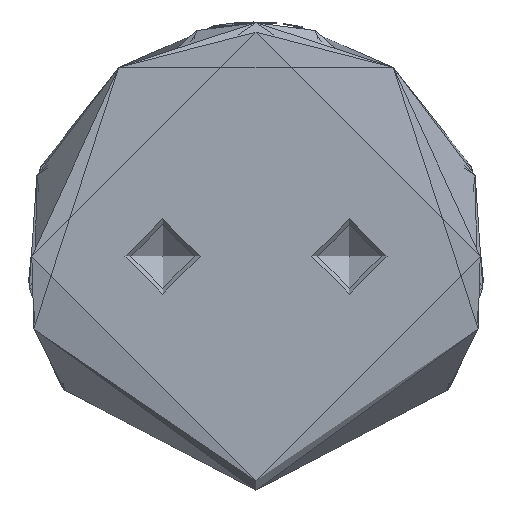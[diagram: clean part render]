
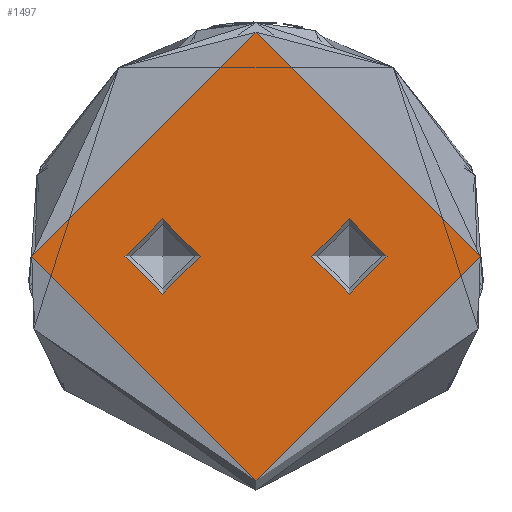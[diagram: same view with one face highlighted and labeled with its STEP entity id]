
A CAD part, front view. The second image highlights one B-rep face of the part: STEP entity #1497.
In plain terms, the highlighted face is planar.
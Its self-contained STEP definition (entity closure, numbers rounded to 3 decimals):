
#201 = ORIENTED_EDGE ( 'NONE', *, *, #4386, .F. ) ;
#203 = CIRCLE ( 'NONE', #2934, 4.025 ) ;
#1169 = ORIENTED_EDGE ( 'NONE', *, *, #2134, .T. ) ;
#1305 = ORIENTED_EDGE ( 'NONE', *, *, #4045, .F. ) ;
#1497 = ADVANCED_FACE ( 'NONE', ( #1613, #1745, #3009 ), #4400, .F. ) ;
#1613 = FACE_BOUND ( 'NONE', #5712, .T. ) ;
#1745 = FACE_BOUND ( 'NONE', #1861, .T. ) ;
#1752 = CARTESIAN_POINT ( 'NONE',  ( 10., 0., 0. ) ) ;
#1861 = EDGE_LOOP ( 'NONE', ( #1305 ) ) ;
#1903 = CARTESIAN_POINT ( 'NONE',  ( -5.975, 0., 0. ) ) ;
#1921 = AXIS2_PLACEMENT_3D ( 'NONE', #3626, #2703, #5855 ) ;
#2131 = CARTESIAN_POINT ( 'NONE',  ( 0., 24., 0. ) ) ;
#2134 = EDGE_CURVE ( 'NONE', #4077, #4077, #3274, .T. ) ;
#2215 = DIRECTION ( 'NONE',  ( 1., 0., 0. ) ) ;
#2400 = CARTESIAN_POINT ( 'NONE',  ( -10., 0., 0. ) ) ;
#2683 = AXIS2_PLACEMENT_3D ( 'NONE', #2400, #5570, #2870 ) ;
#2703 = DIRECTION ( 'NONE',  ( 0., 0., 1. ) ) ;
#2870 = DIRECTION ( 'NONE',  ( 1., 0., 0. ) ) ;
#2934 = AXIS2_PLACEMENT_3D ( 'NONE', #1752, #4946, #2215 ) ;
#3009 = FACE_OUTER_BOUND ( 'NONE', #5718, .T. ) ;
#3274 = CIRCLE ( 'NONE', #1921, 24. ) ;
#3498 = DIRECTION ( 'NONE',  ( 0., 0., -1. ) ) ;
#3626 = CARTESIAN_POINT ( 'NONE',  ( 0., 0., 0. ) ) ;
#3796 = VERTEX_POINT ( 'NONE', #1903 ) ;
#4045 = EDGE_CURVE ( 'NONE', #5007, #5007, #203, .T. ) ;
#4077 = VERTEX_POINT ( 'NONE', #5515 ) ;
#4386 = EDGE_CURVE ( 'NONE', #3796, #3796, #5152, .T. ) ;
#4400 = PLANE ( 'NONE',  #5804 ) ;
#4623 = CARTESIAN_POINT ( 'NONE',  ( 14.025, 0., 0. ) ) ;
#4946 = DIRECTION ( 'NONE',  ( 0., 0., 1. ) ) ;
#5007 = VERTEX_POINT ( 'NONE', #4623 ) ;
#5152 = CIRCLE ( 'NONE', #2683, 4.025 ) ;
#5309 = DIRECTION ( 'NONE',  ( 0., 1., 0. ) ) ;
#5515 = CARTESIAN_POINT ( 'NONE',  ( 0., -24., 0. ) ) ;
#5570 = DIRECTION ( 'NONE',  ( 0., 0., 1. ) ) ;
#5712 = EDGE_LOOP ( 'NONE', ( #201 ) ) ;
#5718 = EDGE_LOOP ( 'NONE', ( #1169 ) ) ;
#5804 = AXIS2_PLACEMENT_3D ( 'NONE', #2131, #3498, #5309 ) ;
#5855 = DIRECTION ( 'NONE',  ( 0., -1., 0. ) ) ;
